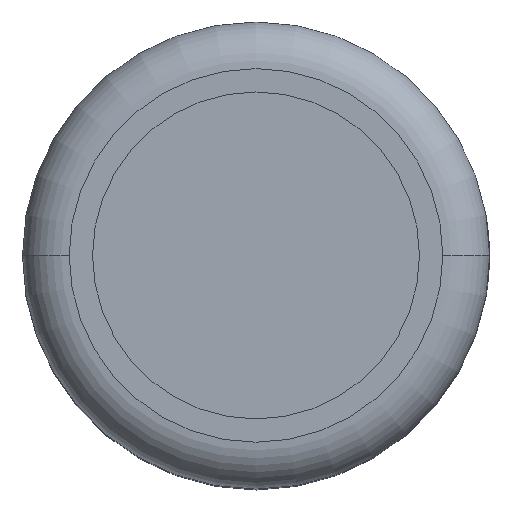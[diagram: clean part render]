
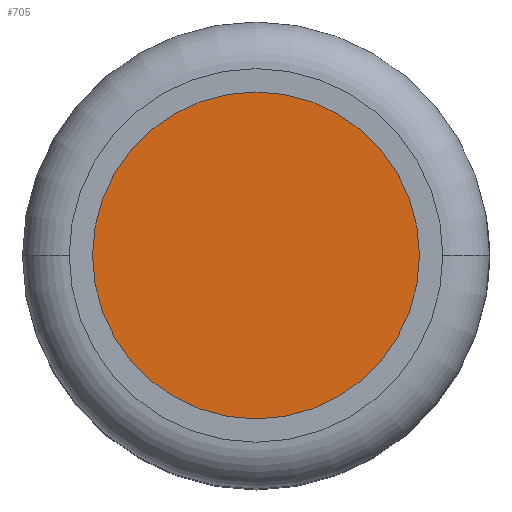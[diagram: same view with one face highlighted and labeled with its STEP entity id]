
A CAD part, top view. The second image highlights one B-rep face of the part: STEP entity #705.
In plain terms, the highlighted planar face has unit normal (0, 0, 1).
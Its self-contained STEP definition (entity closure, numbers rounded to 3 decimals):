
#625=CARTESIAN_POINT('',(1.75,0.0,6.9));
#626=VERTEX_POINT('',#625);
#635=CARTESIAN_POINT('',(-1.75,0.,6.9));
#636=VERTEX_POINT('',#635);
#637=CARTESIAN_POINT('',(0.0,0.0,6.9));
#638=DIRECTION('',(0.0,0.0,1.0));
#639=DIRECTION('',(1.0,0.0,0.0));
#640=AXIS2_PLACEMENT_3D('',#637,#638,#639);
#641=CIRCLE('',#640,1.75);
#642=EDGE_CURVE('',#636,#626,#641,.T.);
#676=CARTESIAN_POINT('',(0.0,0.0,6.9));
#677=DIRECTION('',(0.0,0.0,1.0));
#678=DIRECTION('',(1.0,0.0,0.0));
#679=AXIS2_PLACEMENT_3D('',#676,#677,#678);
#680=CIRCLE('',#679,1.75);
#681=EDGE_CURVE('',#626,#636,#680,.T.);
#696=CARTESIAN_POINT('',(0.0,0.0,6.9));
#697=DIRECTION('',(0.0,0.0,1.0));
#698=DIRECTION('',(1.0,0.0,0.0));
#699=AXIS2_PLACEMENT_3D('',#696,#697,#698);
#700=PLANE('',#699);
#701=ORIENTED_EDGE('',*,*,#681,.T.);
#702=ORIENTED_EDGE('',*,*,#642,.T.);
#703=EDGE_LOOP('',(#701,#702));
#704=FACE_OUTER_BOUND('',#703,.T.);
#705=ADVANCED_FACE('',(#704),#700,.T.);
